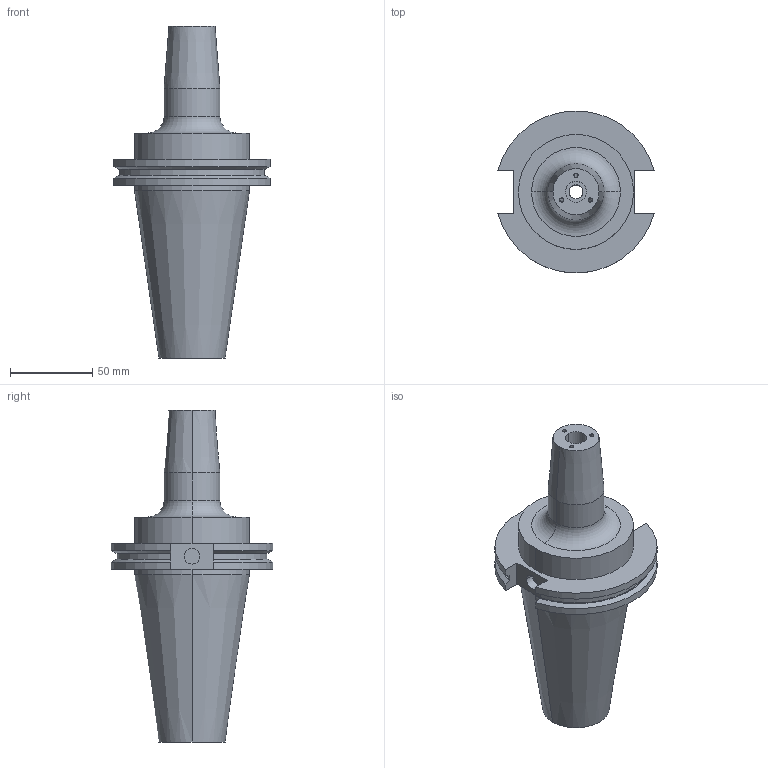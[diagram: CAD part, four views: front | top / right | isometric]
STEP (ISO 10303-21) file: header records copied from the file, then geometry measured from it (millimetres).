
FILE_DESCRIPTION (( 'STEP AP203' ), '1' );
FILE_NAME ('STP-29060B.STEP', '2019-07-24T02:28:06', ( '' ), ( '' ), 'SwSTEP 2.0', 'SolidWorks 2017', '' );
FILE_SCHEMA (( 'CONFIG_CONTROL_DESIGN' ));
Length unit declared in the file: millimetre
Products named in the file (1): STP-29060B
Bounding box: 94.95 x 98.05 x 201.6 mm (x, y, z)
Volume: 436599.7 mm3; surface area: 57846.1 mm2
Topology: 1 solids, 1 shells, 76 faces, 188 edges, 120 vertices
Faces by surface type: cylinder 32, plane 22, cone 14, bspline 6, torus 2
Entity records: 2635 total; most frequent: CARTESIAN_POINT 739, DIRECTION 384, ORIENTED_EDGE 376, EDGE_CURVE 188, AXIS2_PLACEMENT_3D 151, VERTEX_POINT 120, EDGE_LOOP 90, LINE 82
